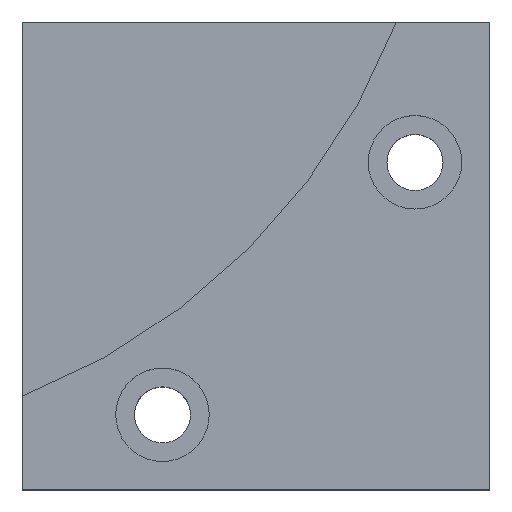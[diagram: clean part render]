
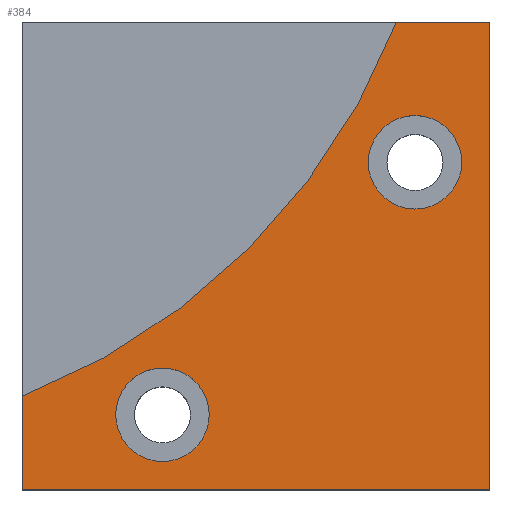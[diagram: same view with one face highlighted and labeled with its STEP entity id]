
A CAD part, top view. The second image highlights one B-rep face of the part: STEP entity #384.
In plain terms, the highlighted planar face has unit normal (0, 0, 1).
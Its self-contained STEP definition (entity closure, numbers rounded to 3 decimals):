
#74=DIRECTION('',(0.,-1.,0.));
#75=VECTOR('',#74,10.);
#76=CARTESIAN_POINT('',(0.,10.,25.));
#77=LINE('',#76,#75);
#78=CARTESIAN_POINT('',(-25.277,75.277,25.));
#79=DIRECTION('',(0.,0.,-1.));
#80=DIRECTION('',(0.933,-0.361,0.));
#81=AXIS2_PLACEMENT_3D('',#78,#79,#80);
#83=DIRECTION('',(-1.,0.,0.));
#84=VECTOR('',#83,10.);
#85=CARTESIAN_POINT('',(50.,50.,25.));
#86=LINE('',#85,#84);
#87=DIRECTION('',(0.,1.,0.));
#88=VECTOR('',#87,50.);
#89=CARTESIAN_POINT('',(50.,0.,25.));
#90=LINE('',#89,#88);
#91=DIRECTION('',(1.,0.,0.));
#92=VECTOR('',#91,50.);
#93=CARTESIAN_POINT('',(0.,0.,25.));
#94=LINE('',#93,#92);
#95=CARTESIAN_POINT('',(15.,8.,25.));
#96=DIRECTION('',(0.,0.,1.));
#97=DIRECTION('',(1.,0.,0.));
#98=AXIS2_PLACEMENT_3D('',#95,#96,#97);
#100=CARTESIAN_POINT('',(15.,8.,25.));
#101=DIRECTION('',(0.,0.,1.));
#102=DIRECTION('',(-1.,0.,0.));
#103=AXIS2_PLACEMENT_3D('',#100,#101,#102);
#105=CARTESIAN_POINT('',(42.,35.,25.));
#106=DIRECTION('',(0.,0.,1.));
#107=DIRECTION('',(1.,0.,0.));
#108=AXIS2_PLACEMENT_3D('',#105,#106,#107);
#110=CARTESIAN_POINT('',(42.,35.,25.));
#111=DIRECTION('',(0.,0.,1.));
#112=DIRECTION('',(-1.,0.,0.));
#113=AXIS2_PLACEMENT_3D('',#110,#111,#112);
#197=CARTESIAN_POINT('',(0.,10.,25.));
#198=CARTESIAN_POINT('',(0.,0.,25.));
#199=VERTEX_POINT('',#197);
#200=VERTEX_POINT('',#198);
#201=CARTESIAN_POINT('',(50.,0.,25.));
#202=VERTEX_POINT('',#201);
#203=CARTESIAN_POINT('',(50.,50.,25.));
#204=VERTEX_POINT('',#203);
#205=CARTESIAN_POINT('',(40.,50.,25.));
#206=VERTEX_POINT('',#205);
#227=CARTESIAN_POINT('',(20.,8.,25.));
#228=CARTESIAN_POINT('',(10.,8.,25.));
#229=VERTEX_POINT('',#227);
#230=VERTEX_POINT('',#228);
#231=CARTESIAN_POINT('',(47.,35.,25.));
#232=CARTESIAN_POINT('',(37.,35.,25.));
#233=VERTEX_POINT('',#231);
#234=VERTEX_POINT('',#232);
#360=CARTESIAN_POINT('',(0.,0.,25.));
#361=DIRECTION('',(0.,0.,1.));
#362=DIRECTION('',(1.,0.,0.));
#363=AXIS2_PLACEMENT_3D('',#360,#361,#362);
#364=PLANE('',#363);
#365=ORIENTED_EDGE('',*,*,#295,.F.);
#366=ORIENTED_EDGE('',*,*,#325,.F.);
#367=ORIENTED_EDGE('',*,*,#338,.F.);
#368=ORIENTED_EDGE('',*,*,#353,.F.);
#369=ORIENTED_EDGE('',*,*,#278,.F.);
#370=EDGE_LOOP('',(#365,#366,#367,#368,#369));
#371=FACE_OUTER_BOUND('',#370,.F.);
#373=ORIENTED_EDGE('',*,*,#372,.T.);
#375=ORIENTED_EDGE('',*,*,#374,.T.);
#376=EDGE_LOOP('',(#373,#375));
#377=FACE_BOUND('',#376,.F.);
#379=ORIENTED_EDGE('',*,*,#378,.T.);
#381=ORIENTED_EDGE('',*,*,#380,.T.);
#382=EDGE_LOOP('',(#379,#381));
#383=FACE_BOUND('',#382,.F.);
#384=ADVANCED_FACE('',(#371,#377,#383),#364,.T.);
#82=CIRCLE('',#81,70.);
#99=CIRCLE('',#98,5.);
#104=CIRCLE('',#103,5.);
#109=CIRCLE('',#108,5.);
#114=CIRCLE('',#113,5.);
#278=EDGE_CURVE('',#200,#202,#94,.T.);
#295=EDGE_CURVE('',#199,#200,#77,.T.);
#325=EDGE_CURVE('',#206,#199,#82,.T.);
#338=EDGE_CURVE('',#204,#206,#86,.T.);
#353=EDGE_CURVE('',#202,#204,#90,.T.);
#372=EDGE_CURVE('',#229,#230,#99,.T.);
#374=EDGE_CURVE('',#230,#229,#104,.T.);
#378=EDGE_CURVE('',#233,#234,#109,.T.);
#380=EDGE_CURVE('',#234,#233,#114,.T.);
